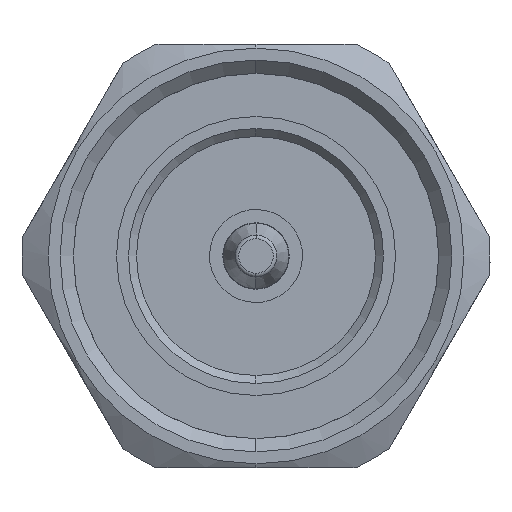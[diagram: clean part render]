
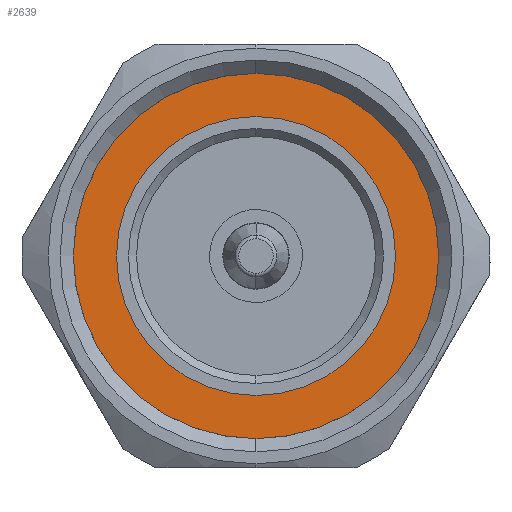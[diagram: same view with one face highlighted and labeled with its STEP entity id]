
A CAD part, left-side view. The second image highlights one B-rep face of the part: STEP entity #2639.
In plain terms, the highlighted planar face has unit normal (-1, 0, 0).
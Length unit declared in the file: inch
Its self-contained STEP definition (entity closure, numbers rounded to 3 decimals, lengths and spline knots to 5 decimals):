
#17 = DIRECTION ( 'NONE',  ( 0., 0., -1. ) ) ;
#140 = EDGE_LOOP ( 'NONE', ( #1325, #2432 ) ) ;
#307 = CARTESIAN_POINT ( 'NONE',  ( 0.24669, 0., 0. ) ) ;
#363 = VERTEX_POINT ( 'NONE', #3273 ) ;
#457 = VERTEX_POINT ( 'NONE', #2967 ) ;
#659 = EDGE_CURVE ( 'NONE', #3156, #363, #4132, .T. ) ;
#856 = AXIS2_PLACEMENT_3D ( 'NONE', #2759, #4054, #3330 ) ;
#870 = CARTESIAN_POINT ( 'NONE',  ( 0.24669, 0., 0. ) ) ;
#874 = CIRCLE ( 'NONE', #3770, 0.5601 ) ;
#934 = AXIS2_PLACEMENT_3D ( 'NONE', #1701, #1017, #17 ) ;
#960 = EDGE_CURVE ( 'NONE', #457, #3153, #1537, .T. ) ;
#1017 = DIRECTION ( 'NONE',  ( 1., 0., 0. ) ) ;
#1302 = DIRECTION ( 'NONE',  ( 0., 0., -1. ) ) ;
#1325 = ORIENTED_EDGE ( 'NONE', *, *, #2855, .F. ) ;
#1510 = FACE_BOUND ( 'NONE', #2260, .T. ) ;
#1537 = CIRCLE ( 'NONE', #856, 0.5601 ) ;
#1701 = CARTESIAN_POINT ( 'NONE',  ( 0.24669, 0., 0. ) ) ;
#1818 = CIRCLE ( 'NONE', #934, 0.41339 ) ;
#2076 = CARTESIAN_POINT ( 'NONE',  ( 0.24669, 0., 0.5601 ) ) ;
#2165 = DIRECTION ( 'NONE',  ( 1., 0., 0. ) ) ;
#2242 = DIRECTION ( 'NONE',  ( 0., 0., -1. ) ) ;
#2260 = EDGE_LOOP ( 'NONE', ( #2886, #2843 ) ) ;
#2432 = ORIENTED_EDGE ( 'NONE', *, *, #960, .F. ) ;
#2639 = ADVANCED_FACE ( 'NONE', ( #3117, #1510 ), #4085, .F. ) ;
#2759 = CARTESIAN_POINT ( 'NONE',  ( 0.24669, 0., 0. ) ) ;
#2843 = ORIENTED_EDGE ( 'NONE', *, *, #3892, .T. ) ;
#2855 = EDGE_CURVE ( 'NONE', #3153, #457, #874, .T. ) ;
#2877 = AXIS2_PLACEMENT_3D ( 'NONE', #870, #2165, #3074 ) ;
#2886 = ORIENTED_EDGE ( 'NONE', *, *, #659, .T. ) ;
#2967 = CARTESIAN_POINT ( 'NONE',  ( 0.24669, 0., -0.5601 ) ) ;
#3074 = DIRECTION ( 'NONE',  ( 0., 1., 0. ) ) ;
#3117 = FACE_OUTER_BOUND ( 'NONE', #140, .T. ) ;
#3153 = VERTEX_POINT ( 'NONE', #2076 ) ;
#3156 = VERTEX_POINT ( 'NONE', #3523 ) ;
#3191 = AXIS2_PLACEMENT_3D ( 'NONE', #307, #4101, #2242 ) ;
#3231 = CARTESIAN_POINT ( 'NONE',  ( 0.24669, 0., 0. ) ) ;
#3273 = CARTESIAN_POINT ( 'NONE',  ( 0.24669, 0., -0.41339 ) ) ;
#3313 = DIRECTION ( 'NONE',  ( 1., 0., 0. ) ) ;
#3330 = DIRECTION ( 'NONE',  ( 0., 0., -1. ) ) ;
#3523 = CARTESIAN_POINT ( 'NONE',  ( 0.24669, 0., 0.41339 ) ) ;
#3770 = AXIS2_PLACEMENT_3D ( 'NONE', #3231, #3313, #1302 ) ;
#3892 = EDGE_CURVE ( 'NONE', #363, #3156, #1818, .T. ) ;
#4054 = DIRECTION ( 'NONE',  ( 1., 0., 0. ) ) ;
#4085 = PLANE ( 'NONE',  #2877 ) ;
#4101 = DIRECTION ( 'NONE',  ( 1., 0., 0. ) ) ;
#4132 = CIRCLE ( 'NONE', #3191, 0.41339 ) ;
